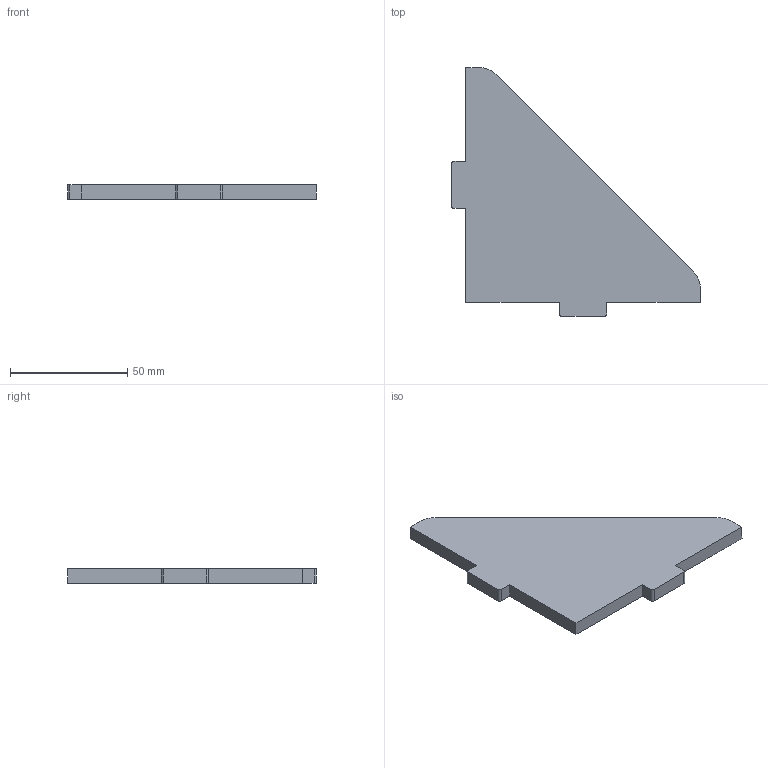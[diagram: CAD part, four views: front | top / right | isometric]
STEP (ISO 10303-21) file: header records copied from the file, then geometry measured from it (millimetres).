
FILE_DESCRIPTION (( 'STEP AP203' ), '1' );
FILE_NAME ('3997-30-20_REV_.step', '2026-02-22T04:59:16', ( '' ), ( '' ), 'SwSTEP 2.0', 'SolidWorks 2025', '' );
FILE_SCHEMA (( 'CONFIG_CONTROL_DESIGN' ));
Length unit declared in the file: millimetre
Products named in the file (1): 3997-30-20_REV_
Bounding box: 106 x 106 x 6 mm (x, y, z)
Volume: 37109 mm3; surface area: 14581.9 mm2
Topology: 1 solids, 1 shells, 21 faces, 57 edges, 38 vertices
Faces by surface type: plane 15, cylinder 6
Entity records: 736 total; most frequent: CARTESIAN_POINT 121, ORIENTED_EDGE 114, DIRECTION 109, EDGE_CURVE 57, LINE 41, VECTOR 41, VERTEX_POINT 38, AXIS2_PLACEMENT_3D 34
